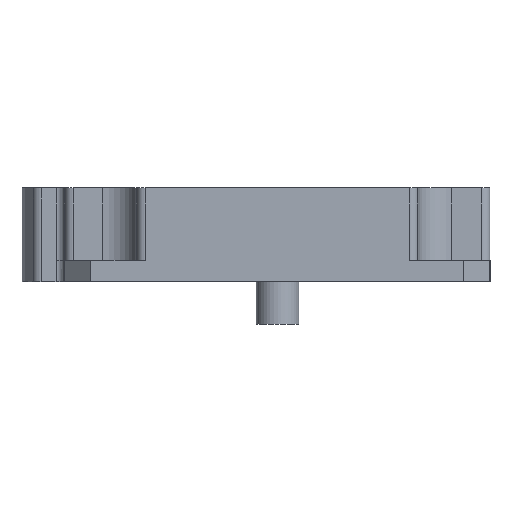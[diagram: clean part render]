
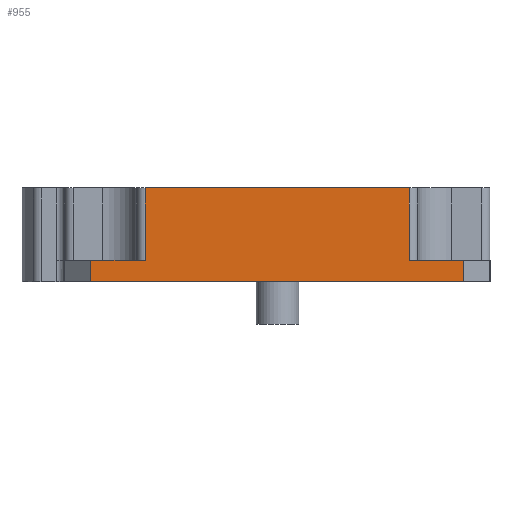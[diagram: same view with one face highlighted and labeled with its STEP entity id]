
A CAD part, front view. The second image highlights one B-rep face of the part: STEP entity #955.
In plain terms, the highlighted planar face has unit normal (0, -1, 0).
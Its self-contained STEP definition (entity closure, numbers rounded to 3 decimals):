
#14=LINE('',#1368,#103);
#59=LINE('',#1509,#148);
#64=LINE('',#1525,#153);
#65=LINE('',#1528,#154);
#70=LINE('',#1541,#159);
#76=LINE('',#1573,#165);
#77=LINE('',#1574,#166);
#78=LINE('',#1575,#167);
#103=VECTOR('',#1085,8.5);
#148=VECTOR('',#1224,8.5);
#153=VECTOR('',#1239,31.);
#154=VECTOR('',#1242,6.418);
#159=VECTOR('',#1253,6.425);
#165=VECTOR('',#1285,43.843);
#166=VECTOR('',#1286,2.5);
#167=VECTOR('',#1287,2.5);
#207=PLANE('',#1048);
#266=FACE_OUTER_BOUND('',#325,.T.);
#325=EDGE_LOOP('',(#798,#799,#800,#801,#802,#803,#804,#805));
#396=VERTEX_POINT('',#1364);
#398=VERTEX_POINT('',#1367);
#446=VERTEX_POINT('',#1505);
#447=VERTEX_POINT('',#1507);
#454=VERTEX_POINT('',#1527);
#459=VERTEX_POINT('',#1539);
#471=VERTEX_POINT('',#1571);
#472=VERTEX_POINT('',#1572);
#491=EDGE_CURVE('',#396,#398,#14,.T.);
#561=EDGE_CURVE('',#446,#447,#59,.T.);
#570=EDGE_CURVE('',#398,#447,#64,.T.);
#571=EDGE_CURVE('',#446,#454,#65,.T.);
#578=EDGE_CURVE('',#459,#396,#70,.T.);
#591=EDGE_CURVE('',#471,#472,#76,.T.);
#592=EDGE_CURVE('',#472,#454,#77,.T.);
#593=EDGE_CURVE('',#471,#459,#78,.T.);
#798=ORIENTED_EDGE('',*,*,#591,.T.);
#799=ORIENTED_EDGE('',*,*,#592,.T.);
#800=ORIENTED_EDGE('',*,*,#571,.F.);
#801=ORIENTED_EDGE('',*,*,#561,.T.);
#802=ORIENTED_EDGE('',*,*,#570,.F.);
#803=ORIENTED_EDGE('',*,*,#491,.F.);
#804=ORIENTED_EDGE('',*,*,#578,.F.);
#805=ORIENTED_EDGE('',*,*,#593,.F.);
#955=ADVANCED_FACE('',(#266),#207,.T.);
#1048=AXIS2_PLACEMENT_3D('',#1570,#1283,#1284);
#1085=DIRECTION('',(0.,0.,1.));
#1224=DIRECTION('',(0.,0.,1.));
#1239=DIRECTION('',(1.,0.,0.));
#1242=DIRECTION('',(1.,0.,0.));
#1253=DIRECTION('',(1.,0.,0.));
#1283=DIRECTION('center_axis',(0.,-1.,
0.));
#1284=DIRECTION('ref_axis',(1.,0.,0.));
#1285=DIRECTION('',(1.,0.,0.));
#1286=DIRECTION('',(0.,0.,1.));
#1287=DIRECTION('',(0.,0.,1.));
#1364=CARTESIAN_POINT('',(-13.539,-25.115,2.5));
#1367=CARTESIAN_POINT('',(-13.539,-25.115,11.));
#1368=CARTESIAN_POINT('',(-13.539,-25.115,2.5));
#1505=CARTESIAN_POINT('',(17.461,-25.119,2.5));
#1507=CARTESIAN_POINT('',(17.461,-25.119,11.));
#1509=CARTESIAN_POINT('',(17.461,-25.119,2.5));
#1525=CARTESIAN_POINT('',(-13.539,-25.115,11.));
#1527=CARTESIAN_POINT('',(23.879,-25.12,2.5));
#1528=CARTESIAN_POINT('',(-19.964,-25.114,2.5));
#1539=CARTESIAN_POINT('',(-19.964,-25.114,2.5));
#1541=CARTESIAN_POINT('',(-19.964,-25.114,2.5));
#1570=CARTESIAN_POINT('Origin',(-19.964,-25.114,0.));
#1571=CARTESIAN_POINT('',(-19.964,-25.114,0.));
#1572=CARTESIAN_POINT('',(23.879,-25.12,0.));
#1573=CARTESIAN_POINT('',(-19.964,-25.114,0.));
#1574=CARTESIAN_POINT('',(23.879,-25.12,0.));
#1575=CARTESIAN_POINT('',(-19.964,-25.114,0.));
